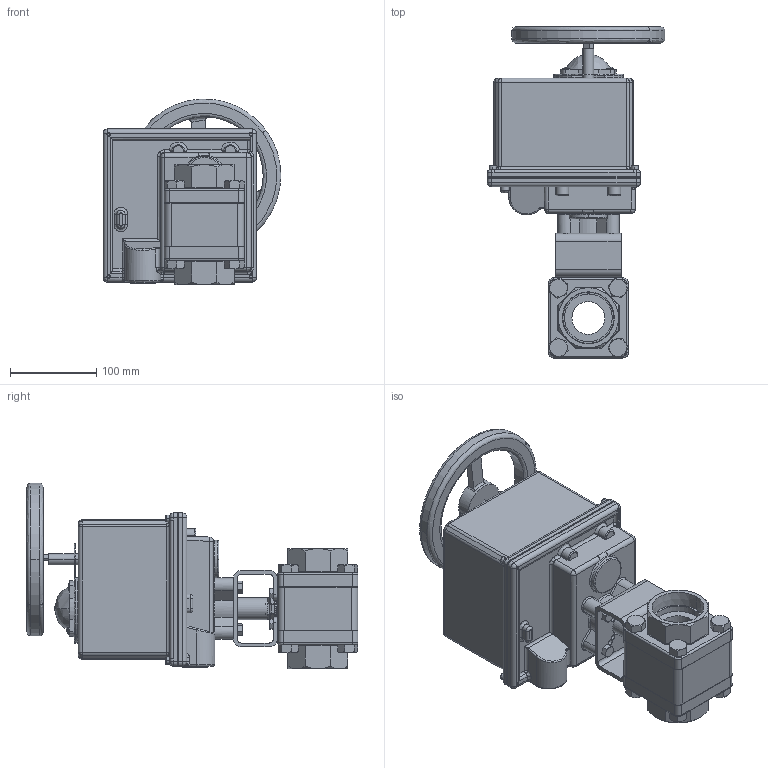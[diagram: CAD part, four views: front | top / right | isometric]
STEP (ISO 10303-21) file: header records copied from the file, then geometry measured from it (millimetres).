
FILE_DESCRIPTION (( 'STEP AP203' ), '1' );
FILE_NAME ('3000R-200-PT_ER-6.STEP', '2017-11-07T17:46:05', ( '' ), ( '' ), 'SwSTEP 2.0', 'SolidWorks 2014', '' );
FILE_SCHEMA (( 'CONFIG_CONTROL_DESIGN' ));
Length unit declared in the file: inch
Products named in the file (1): 3000R-200-PT_ER-6
Bounding box: 206.35 x 385.24 x 215.54 mm (x, y, z)
Surface area: 360238.6 mm2 (no closed solid volume)
Topology: 0 solids, 71 shells, 957 faces, 2825 edges, 1894 vertices
Faces by surface type: plane 337, cylinder 331, bspline 160, cone 119, torus 10
Entity records: 43388 total; most frequent: CARTESIAN_POINT 19672, ORIENTED_EDGE 4683, DIRECTION 4660, EDGE_CURVE 2806, VERTEX_POINT 1894, AXIS2_PLACEMENT_3D 1737, LINE 1186, VECTOR 1186
